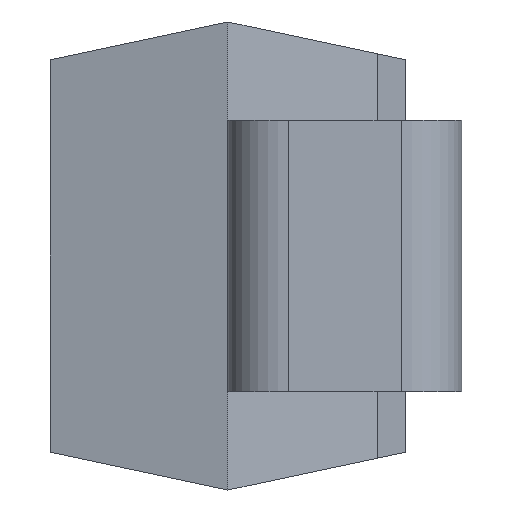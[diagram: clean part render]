
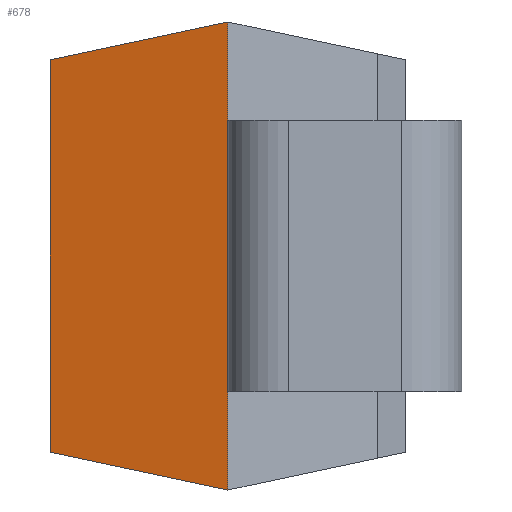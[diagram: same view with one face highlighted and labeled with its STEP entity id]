
A CAD part, left-side view. The second image highlights one B-rep face of the part: STEP entity #678.
In plain terms, the highlighted planar face has unit normal (-0.978, 0.208, 0).
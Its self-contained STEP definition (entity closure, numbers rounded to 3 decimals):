
#116 = EDGE_CURVE ( 'NONE', #1300, #1083, #981, .T. ) ;
#202 = EDGE_CURVE ( 'NONE', #1083, #1318, #695, .T. ) ;
#229 = CARTESIAN_POINT ( 'NONE',  ( -1.923, 2.2, -1.048 ) ) ;
#237 = DIRECTION ( 'NONE',  ( 0.204, 0.958, 0.204 ) ) ;
#239 = DIRECTION ( 'NONE',  ( 0., 0., -1. ) ) ;
#256 = CARTESIAN_POINT ( 'NONE',  ( -1.88, 2.404, 1.005 ) ) ;
#326 = CARTESIAN_POINT ( 'NONE',  ( -2.125, 1.25, 1.25 ) ) ;
#332 = DIRECTION ( 'NONE',  ( 0., 0., -1. ) ) ;
#440 = EDGE_LOOP ( 'NONE', ( #936, #1126, #626, #801 ) ) ;
#451 = VECTOR ( 'NONE', #1313, 1000. ) ;
#461 = PLANE ( 'NONE',  #1090 ) ;
#519 = CARTESIAN_POINT ( 'NONE',  ( -2.125, 1.25, -1.25 ) ) ;
#626 = ORIENTED_EDGE ( 'NONE', *, *, #116, .F. ) ;
#639 = LINE ( 'NONE', #256, #1040 ) ;
#656 = VERTEX_POINT ( 'NONE', #326 ) ;
#678 = ADVANCED_FACE ( 'NONE', ( #947 ), #461, .T. ) ;
#685 = CARTESIAN_POINT ( 'NONE',  ( -1.923, 2.2, 1.25 ) ) ;
#695 = LINE ( 'NONE', #685, #451 ) ;
#801 = ORIENTED_EDGE ( 'NONE', *, *, #874, .F. ) ;
#874 = EDGE_CURVE ( 'NONE', #656, #1300, #879, .T. ) ;
#879 = LINE ( 'NONE', #519, #1364 ) ;
#936 = ORIENTED_EDGE ( 'NONE', *, *, #1442, .T. ) ;
#947 = FACE_OUTER_BOUND ( 'NONE', #440, .T. ) ;
#981 = LINE ( 'NONE', #1481, #1304 ) ;
#1040 = VECTOR ( 'NONE', #1514, 1000. ) ;
#1083 = VERTEX_POINT ( 'NONE', #229 ) ;
#1090 = AXIS2_PLACEMENT_3D ( 'NONE', #1473, #1453, #332 ) ;
#1126 = ORIENTED_EDGE ( 'NONE', *, *, #202, .F. ) ;
#1290 = CARTESIAN_POINT ( 'NONE',  ( -1.923, 2.2, 1.048 ) ) ;
#1300 = VERTEX_POINT ( 'NONE', #1414 ) ;
#1304 = VECTOR ( 'NONE', #237, 1000. ) ;
#1313 = DIRECTION ( 'NONE',  ( 0., 0., 1. ) ) ;
#1318 = VERTEX_POINT ( 'NONE', #1290 ) ;
#1364 = VECTOR ( 'NONE', #239, 1000. ) ;
#1414 = CARTESIAN_POINT ( 'NONE',  ( -2.125, 1.25, -1.25 ) ) ;
#1442 = EDGE_CURVE ( 'NONE', #656, #1318, #639, .T. ) ;
#1453 = DIRECTION ( 'NONE',  ( -0.978, 0.208, 0. ) ) ;
#1473 = CARTESIAN_POINT ( 'NONE',  ( -1.923, 2.2, 0. ) ) ;
#1481 = CARTESIAN_POINT ( 'NONE',  ( -1.843, 2.575, -0.968 ) ) ;
#1514 = DIRECTION ( 'NONE',  ( 0.204, 0.958, -0.204 ) ) ;
